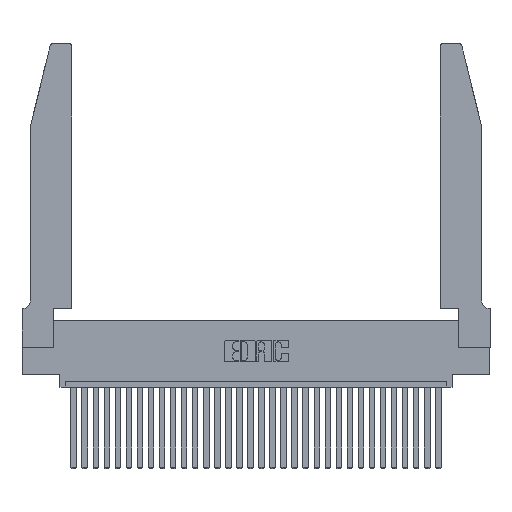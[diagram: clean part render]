
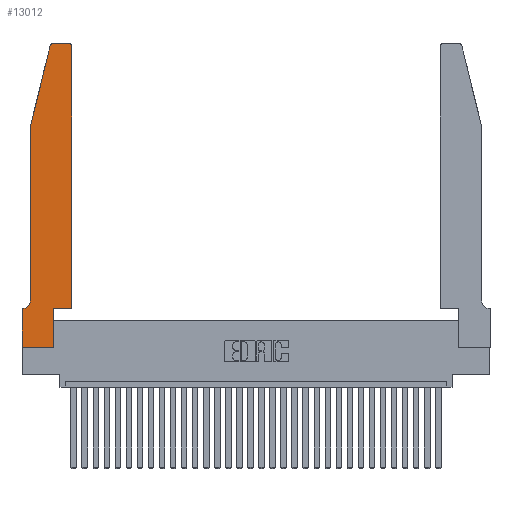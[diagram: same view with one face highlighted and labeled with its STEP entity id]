
A CAD part, top view. The second image highlights one B-rep face of the part: STEP entity #13012.
In plain terms, the highlighted planar face has unit normal (0, 0, 1).
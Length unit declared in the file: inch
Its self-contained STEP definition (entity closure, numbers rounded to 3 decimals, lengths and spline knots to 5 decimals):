
#51 = AXIS2_PLACEMENT_3D ( 'NONE', #23851, #23959, #4560 ) ;
#219 = LINE ( 'NONE', #969, #16098 ) ;
#508 = LINE ( 'NONE', #30359, #25470 ) ;
#969 = CARTESIAN_POINT ( 'NONE',  ( 0.4505, 0.35, 0.37 ) ) ;
#1205 = CARTESIAN_POINT ( 'NONE',  ( 0.4505, 0.35, 0.37 ) ) ;
#1262 = CARTESIAN_POINT ( 'NONE',  ( 0.284, 2.72, 0.37 ) ) ;
#1614 = EDGE_CURVE ( 'NONE', #22864, #7661, #3078, .T. ) ;
#1709 = EDGE_CURVE ( 'NONE', #8745, #7255, #14810, .T. ) ;
#2389 = CARTESIAN_POINT ( 'NONE',  ( 0.0755, 2., 0.37 ) ) ;
#2477 = VECTOR ( 'NONE', #18663, 39.37008 ) ;
#2620 = VERTEX_POINT ( 'NONE', #3452 ) ;
#3078 = CIRCLE ( 'NONE', #26511, 0.03 ) ;
#3452 = CARTESIAN_POINT ( 'NONE',  ( 0.0055, 0.35, 0.37 ) ) ;
#3776 = EDGE_CURVE ( 'NONE', #7255, #21057, #10385, .T. ) ;
#4092 = DIRECTION ( 'NONE',  ( 1., 0., 0. ) ) ;
#4261 = CARTESIAN_POINT ( 'NONE',  ( 0.4505, 2.72, 0.37 ) ) ;
#4297 = DIRECTION ( 'NONE',  ( 1., 0., 0. ) ) ;
#4560 = DIRECTION ( 'NONE',  ( -1., 0., 0. ) ) ;
#4566 = VERTEX_POINT ( 'NONE', #20492 ) ;
#4676 = CARTESIAN_POINT ( 'NONE',  ( 0., 0., 0.37 ) ) ;
#5031 = EDGE_CURVE ( 'NONE', #2620, #15356, #14848, .T. ) ;
#5259 = CARTESIAN_POINT ( 'NONE',  ( 0.25487, 2.72718, 0.37 ) ) ;
#5303 = CARTESIAN_POINT ( 'NONE',  ( 0., 0., 0.37 ) ) ;
#5709 = EDGE_LOOP ( 'NONE', ( #31351, #8768, #28581, #13971, #18982, #19791, #26488, #7919, #20416, #28167, #23239, #24335 ) ) ;
#6370 = VERTEX_POINT ( 'NONE', #30863 ) ;
#6386 = EDGE_CURVE ( 'NONE', #21057, #2620, #15490, .T. ) ;
#7187 = AXIS2_PLACEMENT_3D ( 'NONE', #1262, #18599, #15967 ) ;
#7255 = VERTEX_POINT ( 'NONE', #23805 ) ;
#7348 = CARTESIAN_POINT ( 'NONE',  ( 0., 0.35, 0.37 ) ) ;
#7661 = VERTEX_POINT ( 'NONE', #14216 ) ;
#7919 = ORIENTED_EDGE ( 'NONE', *, *, #21115, .T. ) ;
#8745 = VERTEX_POINT ( 'NONE', #5259 ) ;
#8768 = ORIENTED_EDGE ( 'NONE', *, *, #15624, .T. ) ;
#9246 = CARTESIAN_POINT ( 'NONE',  ( 0.4205, 2.72, 0.37 ) ) ;
#9681 = EDGE_CURVE ( 'NONE', #7661, #4566, #508, .T. ) ;
#10385 = LINE ( 'NONE', #25996, #2477 ) ;
#12890 = EDGE_CURVE ( 'NONE', #6370, #29571, #31017, .T. ) ;
#13012 = ADVANCED_FACE ( 'NONE', ( #18445 ), #29893, .T. ) ;
#13971 = ORIENTED_EDGE ( 'NONE', *, *, #3776, .T. ) ;
#14216 = CARTESIAN_POINT ( 'NONE',  ( 0.4205, 2.75, 0.37 ) ) ;
#14810 = LINE ( 'NONE', #2389, #25779 ) ;
#14822 = DIRECTION ( 'NONE',  ( 0., -1., 0. ) ) ;
#14848 = LINE ( 'NONE', #24008, #18603 ) ;
#15218 = CIRCLE ( 'NONE', #7187, 0.03 ) ;
#15356 = VERTEX_POINT ( 'NONE', #7348 ) ;
#15490 = CIRCLE ( 'NONE', #51, 0.07 ) ;
#15543 = DIRECTION ( 'NONE',  ( 1., 0., 0. ) ) ;
#15624 = EDGE_CURVE ( 'NONE', #4566, #8745, #15218, .T. ) ;
#15967 = DIRECTION ( 'NONE',  ( 1., 0., 0. ) ) ;
#15978 = VECTOR ( 'NONE', #30242, 39.37008 ) ;
#16098 = VECTOR ( 'NONE', #15543, 39.37008 ) ;
#16412 = CARTESIAN_POINT ( 'NONE',  ( 0.0755, 0.42, 0.37 ) ) ;
#16835 = VECTOR ( 'NONE', #20933, 39.37008 ) ;
#17204 = CARTESIAN_POINT ( 'NONE',  ( 0.2865, 0.35, 0.37 ) ) ;
#17358 = CARTESIAN_POINT ( 'NONE',  ( 0.2865, 0.35, 0.37 ) ) ;
#17894 = DIRECTION ( 'NONE',  ( 0., 1., 0. ) ) ;
#17937 = VERTEX_POINT ( 'NONE', #4676 ) ;
#18436 = AXIS2_PLACEMENT_3D ( 'NONE', #23269, #22949, #4092 ) ;
#18445 = FACE_OUTER_BOUND ( 'NONE', #5709, .T. ) ;
#18502 = CARTESIAN_POINT ( 'NONE',  ( 0., 0., 0.37 ) ) ;
#18599 = DIRECTION ( 'NONE',  ( 0., 0., 1. ) ) ;
#18603 = VECTOR ( 'NONE', #26479, 39.37008 ) ;
#18663 = DIRECTION ( 'NONE',  ( 0., -1., 0. ) ) ;
#18982 = ORIENTED_EDGE ( 'NONE', *, *, #6386, .T. ) ;
#19791 = ORIENTED_EDGE ( 'NONE', *, *, #5031, .T. ) ;
#20067 = VERTEX_POINT ( 'NONE', #1205 ) ;
#20297 = CARTESIAN_POINT ( 'NONE',  ( 0.4505, 0.35, 0.37 ) ) ;
#20416 = ORIENTED_EDGE ( 'NONE', *, *, #12890, .T. ) ;
#20492 = CARTESIAN_POINT ( 'NONE',  ( 0.284, 2.75, 0.37 ) ) ;
#20933 = DIRECTION ( 'NONE',  ( 1., 0., 0. ) ) ;
#21057 = VERTEX_POINT ( 'NONE', #16412 ) ;
#21115 = EDGE_CURVE ( 'NONE', #17937, #6370, #22437, .T. ) ;
#22437 = LINE ( 'NONE', #18502, #16835 ) ;
#22719 = EDGE_CURVE ( 'NONE', #29571, #20067, #219, .T. ) ;
#22864 = VERTEX_POINT ( 'NONE', #4261 ) ;
#22949 = DIRECTION ( 'NONE',  ( 0., 0., 1. ) ) ;
#23239 = ORIENTED_EDGE ( 'NONE', *, *, #29654, .T. ) ;
#23269 = CARTESIAN_POINT ( 'NONE',  ( 0., 0.35, 0.37 ) ) ;
#23536 = EDGE_CURVE ( 'NONE', #15356, #17937, #24728, .T. ) ;
#23805 = CARTESIAN_POINT ( 'NONE',  ( 0.0755, 2., 0.37 ) ) ;
#23851 = CARTESIAN_POINT ( 'NONE',  ( 0.0055, 0.42, 0.37 ) ) ;
#23959 = DIRECTION ( 'NONE',  ( 0., 0., -1. ) ) ;
#24008 = CARTESIAN_POINT ( 'NONE',  ( 0.0755, 0.35, 0.37 ) ) ;
#24335 = ORIENTED_EDGE ( 'NONE', *, *, #1614, .T. ) ;
#24728 = LINE ( 'NONE', #5303, #25087 ) ;
#25087 = VECTOR ( 'NONE', #14822, 39.37008 ) ;
#25470 = VECTOR ( 'NONE', #30596, 39.37008 ) ;
#25779 = VECTOR ( 'NONE', #29046, 39.37008 ) ;
#25996 = CARTESIAN_POINT ( 'NONE',  ( 0.0755, 2., 0.37 ) ) ;
#26479 = DIRECTION ( 'NONE',  ( -1., 0., 0. ) ) ;
#26488 = ORIENTED_EDGE ( 'NONE', *, *, #23536, .T. ) ;
#26511 = AXIS2_PLACEMENT_3D ( 'NONE', #9246, #28619, #4297 ) ;
#28167 = ORIENTED_EDGE ( 'NONE', *, *, #22719, .T. ) ;
#28581 = ORIENTED_EDGE ( 'NONE', *, *, #1709, .T. ) ;
#28619 = DIRECTION ( 'NONE',  ( 0., 0., 1. ) ) ;
#29046 = DIRECTION ( 'NONE',  ( -0.239, -0.971, 0. ) ) ;
#29483 = VECTOR ( 'NONE', #17894, 39.37008 ) ;
#29571 = VERTEX_POINT ( 'NONE', #17358 ) ;
#29654 = EDGE_CURVE ( 'NONE', #20067, #22864, #30770, .T. ) ;
#29893 = PLANE ( 'NONE',  #18436 ) ;
#30242 = DIRECTION ( 'NONE',  ( 0., 1., 0. ) ) ;
#30359 = CARTESIAN_POINT ( 'NONE',  ( 0.2605, 2.75, 0.37 ) ) ;
#30596 = DIRECTION ( 'NONE',  ( -1., 0., 0. ) ) ;
#30770 = LINE ( 'NONE', #20297, #15978 ) ;
#30863 = CARTESIAN_POINT ( 'NONE',  ( 0.2865, 0., 0.37 ) ) ;
#31017 = LINE ( 'NONE', #17204, #29483 ) ;
#31351 = ORIENTED_EDGE ( 'NONE', *, *, #9681, .T. ) ;
